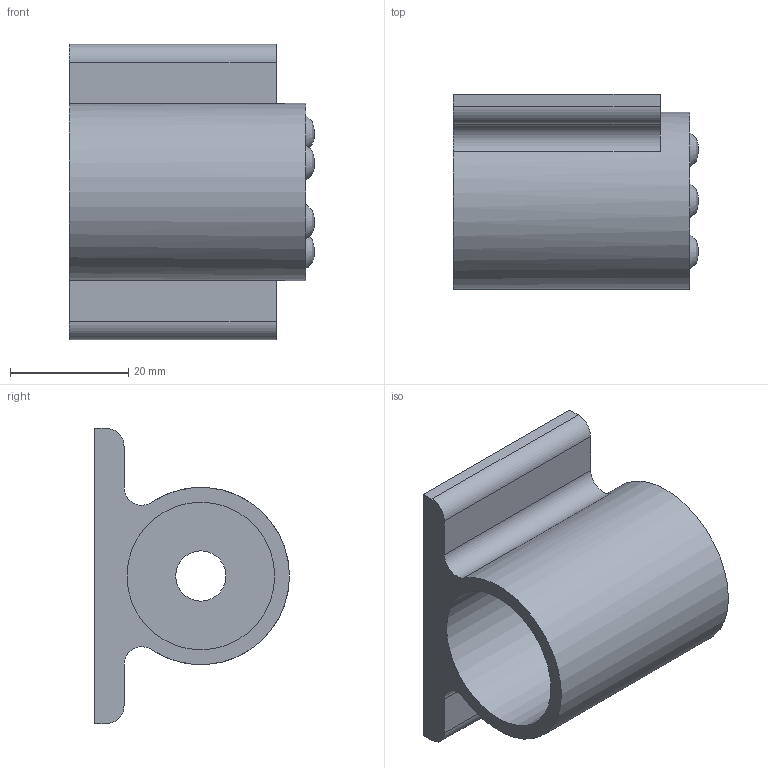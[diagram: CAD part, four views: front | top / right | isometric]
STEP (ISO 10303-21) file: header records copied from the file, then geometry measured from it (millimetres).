
FILE_DESCRIPTION(/* description */ (''),/* implementation_level */ '2;1');
FILE_NAME(/* name */ '',/* time_stamp */ '2025-09-16T10:00:51+02:00',/* author */ ('brodaric'),/* organization */ (''),/* preprocessor_version */ 'ST-DEVELOPER v20',/* originating_system */ 'Autodesk Inventor 2025',/* authorisation */ '');
FILE_SCHEMA (('AUTOMOTIVE_DESIGN { 1 0 10303 214 3 1 1 }'));
Length unit declared in the file: millimetre
Products named in the file (1): Gibljivi del držala
Bounding box: 41.5 x 33 x 50 mm (x, y, z)
Volume: 21717.3 mm3; surface area: 10369.4 mm2
Topology: 1 solids, 1 shells, 28 faces, 57 edges, 38 vertices
Faces by surface type: plane 15, cylinder 7, bspline 6
Full cylindrical faces by diameter (mm): 8.5 x1, 25 x1, 30 x1
Entity records: 934 total; most frequent: CARTESIAN_POINT 280, DIRECTION 137, ORIENTED_EDGE 114, EDGE_CURVE 57, AXIS2_PLACEMENT_3D 57, VERTEX_POINT 38, EDGE_LOOP 37, CIRCLE 34
